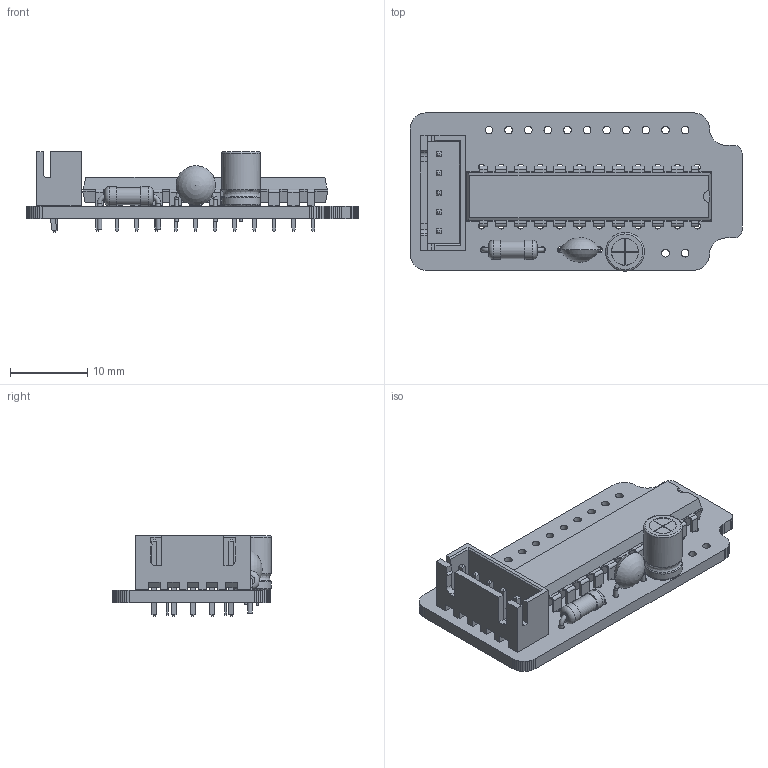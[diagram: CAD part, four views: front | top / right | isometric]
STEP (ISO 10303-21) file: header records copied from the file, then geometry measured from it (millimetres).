
FILE_DESCRIPTION(('KiCad electronic assembly'),'2;1');
FILE_NAME('SBK_BarDrive SA28 V1.step','2025-06-16T08:46:14',('Pcbnew'),( 'Kicad'),'Open CASCADE STEP processor 7.7','KiCad to STEP converter' ,'Unknown');
FILE_SCHEMA(('AUTOMOTIVE_DESIGN { 1 0 10303 214 1 1 1 1 }'));
Length unit declared in the file: millimetre
Products named in the file (12): SBK_BarDrive SA28 V1 1; C_Radial_D4.0mm_H7.0mm_P1.50mm; SOLID; C_Disc_D5.1mm_W3.2mm_P5.00mm; R_Axial_DIN0207_L6.3mm_D2.5mm_P7.62mm_Horizontal; DIP-24_W7.62mm; JST_XH_B5B-XH-A_1x05_P2.50mm_Vertical; _autosave-SBK_BarDrive SA28 V1 PCB
Assembly tree (11 placements, depth 3):
  SBK_BarDrive SA28 V1 1
    C_Radial_D4.0mm_H7.0mm_P1.50mm
      SOLID
    C_Disc_D5.1mm_W3.2mm_P5.00mm
      SOLID
    R_Axial_DIN0207_L6.3mm_D2.5mm_P7.62mm_Horizontal
      SOLID
    DIP-24_W7.62mm
      SOLID
    JST_XH_B5B-XH-A_1x05_P2.50mm_Vertical
      SOLID
    _autosave-SBK_BarDrive SA28 V1 PCB
Bounding box: 43 x 20.5 x 10.4 mm (x, y, z)
Volume: 2441.1 mm3; surface area: 4011 mm2
Topology: 6 solids, 7 shells, 782 faces, 2103 edges, 1351 vertices
Faces by surface type: plane 616, cylinder 117, bspline 38, torus 5, revolution 4, sphere 2
Full cylindrical faces by diameter (mm): 0.3 x2, 0.5 x4, 0.6 x4, 0.8 x28, 0.95 x5, 1 x13, 2.25 x1, 2.5 x2, 3.5 x3, 5 x2
Entity records: 59423 total; most frequent: CARTESIAN_POINT 12550, DIRECTION 7763, LINE 5649, VECTOR 5649, ORIENTED_EDGE 4202, PCURVE 4202, DEFINITIONAL_REPRESENTATION 4202, EDGE_CURVE 2101
